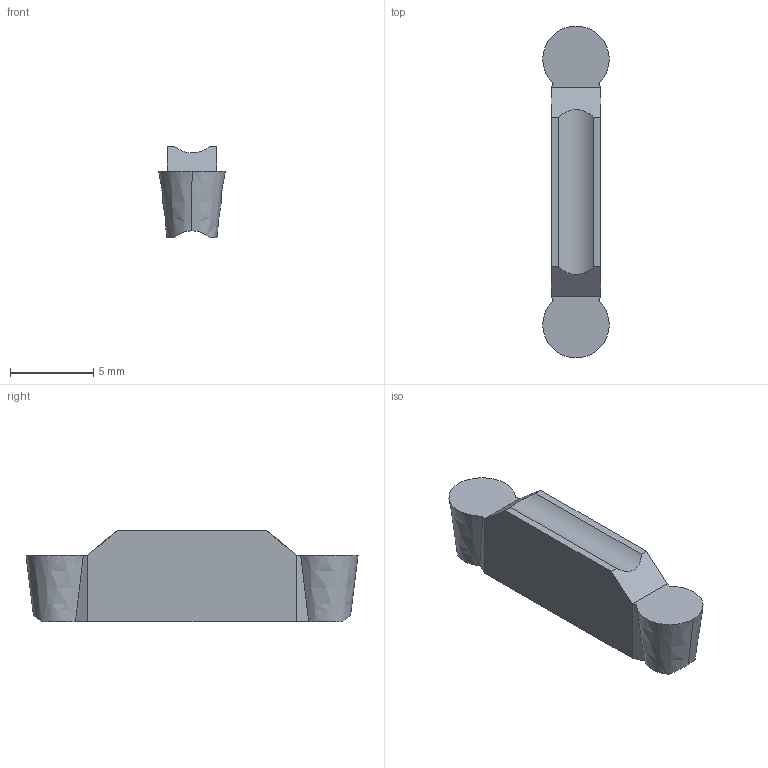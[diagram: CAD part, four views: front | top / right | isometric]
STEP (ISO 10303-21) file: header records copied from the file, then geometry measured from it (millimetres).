
FILE_DESCRIPTION(('CATIA V5 STEP','CAx-IF Rec.Pracs.--- Model Styling and Organization---1.2---2011-12-15'),'2;1');
FILE_NAME('TDA 4.00-2.00.stp','2017-06-02T00:08:46+00:00',('none'),('none'),'CATIA Version 5 Release 21 SP 5 (IN-10)','CATIA V5 STEP AP214','none');
FILE_SCHEMA(('AUTOMOTIVE_DESIGN { 1 0 10303 214 1 1 1 1 }'));
Length unit declared in the file: millimetre
Products named in the file (1): TDA 4.00-2.00
Bounding box: 4 x 20 x 5.5 mm (x, y, z)
Volume: 264.1 mm3; surface area: 331.6 mm2
Topology: 1 solids, 1 shells, 24 faces, 69 edges, 48 vertices
Faces by surface type: plane 18, bspline 4, cylinder 2
Entity records: 917 total; most frequent: CARTESIAN_POINT 311, ORIENTED_EDGE 124, DIRECTION 91, EDGE_CURVE 62, VECTOR 47, LINE 47, VERTEX_POINT 40, AXIS2_PLACEMENT_3D 26
